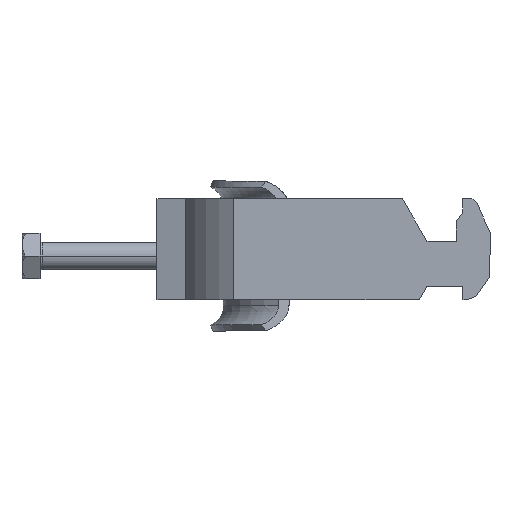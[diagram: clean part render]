
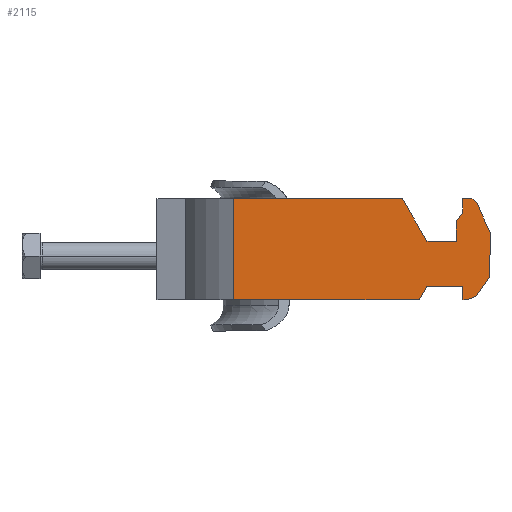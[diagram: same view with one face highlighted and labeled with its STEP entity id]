
A CAD part, left-side view. The second image highlights one B-rep face of the part: STEP entity #2115.
In plain terms, the highlighted planar face has unit normal (-1, 0, 0).
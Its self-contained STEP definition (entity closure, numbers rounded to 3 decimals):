
#77 = CARTESIAN_POINT ( 'NONE',  ( -22.5, -77.003, -2.996 ) ) ;
#100 = CARTESIAN_POINT ( 'NONE',  ( -22.5, -109., -11.25 ) ) ;
#126 = EDGE_CURVE ( 'NONE', #971, #3312, #1525, .T. ) ;
#128 = CARTESIAN_POINT ( 'NONE',  ( -22.5, -66.5, 1.75 ) ) ;
#227 = VECTOR ( 'NONE', #3703, 1000. ) ;
#252 = ORIENTED_EDGE ( 'NONE', *, *, #5559, .F. ) ;
#427 = CARTESIAN_POINT ( 'NONE',  ( -22.5, -109., 11.25 ) ) ;
#517 = CARTESIAN_POINT ( 'NONE',  ( -22.5, -66.5, 6.108 ) ) ;
#518 = EDGE_CURVE ( 'NONE', #4278, #11616, #607, .T. ) ;
#546 = CARTESIAN_POINT ( 'NONE',  ( -22.5, -93.655, 21.995 ) ) ;
#603 = CARTESIAN_POINT ( 'NONE',  ( -22.5, -109., -8.25 ) ) ;
#607 = LINE ( 'NONE', #4306, #2563 ) ;
#765 = CARTESIAN_POINT ( 'NONE',  ( -22.5, -68., 8.25 ) ) ;
#820 = PLANE ( 'NONE',  #4393 ) ;
#845 = VERTEX_POINT ( 'NONE', #4582 ) ;
#873 = DIRECTION ( 'NONE',  ( 0., -0.574, 0.819 ) ) ;
#971 = VERTEX_POINT ( 'NONE', #7401 ) ;
#1136 = ORIENTED_EDGE ( 'NONE', *, *, #5419, .F. ) ;
#1226 = CARTESIAN_POINT ( 'NONE',  ( -22.5, -58.268, -11.25 ) ) ;
#1256 = CARTESIAN_POINT ( 'NONE',  ( -22.5, -69., -11.25 ) ) ;
#1334 = LINE ( 'NONE', #546, #12046 ) ;
#1525 = LINE ( 'NONE', #10672, #1599 ) ;
#1599 = VECTOR ( 'NONE', #2387, 1000. ) ;
#1612 = LINE ( 'NONE', #9054, #10042 ) ;
#1655 = ORIENTED_EDGE ( 'NONE', *, *, #11746, .T. ) ;
#1704 = EDGE_CURVE ( 'NONE', #10348, #12041, #2041, .T. ) ;
#1777 = ORIENTED_EDGE ( 'NONE', *, *, #7856, .F. ) ;
#1809 = EDGE_CURVE ( 'NONE', #7430, #4806, #7779, .T. ) ;
#1914 = DIRECTION ( 'NONE',  ( 0., 0., 1. ) ) ;
#1968 = LINE ( 'NONE', #9334, #1985 ) ;
#1985 = VECTOR ( 'NONE', #2758, 1000. ) ;
#2041 = LINE ( 'NONE', #5746, #10464 ) ;
#2085 = EDGE_CURVE ( 'NONE', #4889, #3312, #1612, .T. ) ;
#2115 = ADVANCED_FACE ( 'NONE', ( #10890 ), #820, .F. ) ;
#2238 = CARTESIAN_POINT ( 'NONE',  ( -22.5, -68., -8.25 ) ) ;
#2387 = DIRECTION ( 'NONE',  ( 0., 1., 0. ) ) ;
#2466 = CARTESIAN_POINT ( 'NONE',  ( -22.5, -17., 11.25 ) ) ;
#2556 = ORIENTED_EDGE ( 'NONE', *, *, #2085, .F. ) ;
#2563 = VECTOR ( 'NONE', #8075, 1000. ) ;
#2609 = CARTESIAN_POINT ( 'NONE',  ( -22.5, -68., 11.25 ) ) ;
#2690 = VECTOR ( 'NONE', #11877, 1000. ) ;
#2737 = EDGE_CURVE ( 'NONE', #9471, #3068, #1968, .T. ) ;
#2758 = DIRECTION ( 'NONE',  ( 0., 0., 1. ) ) ;
#2804 = LINE ( 'NONE', #4800, #8470 ) ;
#2823 = EDGE_CURVE ( 'NONE', #971, #3122, #7640, .T. ) ;
#3045 = CARTESIAN_POINT ( 'NONE',  ( -22.5, -110.743, 7.335 ) ) ;
#3058 = VERTEX_POINT ( 'NONE', #2466 ) ;
#3068 = VERTEX_POINT ( 'NONE', #517 ) ;
#3077 = LINE ( 'NONE', #10762, #8730 ) ;
#3085 = VECTOR ( 'NONE', #4129, 1000. ) ;
#3122 = VERTEX_POINT ( 'NONE', #7071 ) ;
#3265 = DIRECTION ( 'NONE',  ( 0., -1., 0. ) ) ;
#3312 = VERTEX_POINT ( 'NONE', #5917 ) ;
#3560 = DIRECTION ( 'NONE',  ( 0., 1., 0. ) ) ;
#3654 = DIRECTION ( 'NONE',  ( 0., 1., 0. ) ) ;
#3703 = DIRECTION ( 'NONE',  ( 0., 1., 0. ) ) ;
#3890 = ORIENTED_EDGE ( 'NONE', *, *, #8531, .F. ) ;
#4016 = DIRECTION ( 'NONE',  ( 0., 1., 0. ) ) ;
#4047 = DIRECTION ( 'NONE',  ( 0., -0.5, -0.866 ) ) ;
#4129 = DIRECTION ( 'NONE',  ( 0., 0.914, -0.407 ) ) ;
#4278 = VERTEX_POINT ( 'NONE', #5980 ) ;
#4306 = CARTESIAN_POINT ( 'NONE',  ( -22.5, -80.694, 27.593 ) ) ;
#4393 = AXIS2_PLACEMENT_3D ( 'NONE', #10948, #6397, #3560 ) ;
#4582 = CARTESIAN_POINT ( 'NONE',  ( -22.5, -68., -11.25 ) ) ;
#4588 = DIRECTION ( 'NONE',  ( 0., -0.407, -0.914 ) ) ;
#4713 = DIRECTION ( 'NONE',  ( 0., -0.766, -0.643 ) ) ;
#4759 = VECTOR ( 'NONE', #873, 1000. ) ;
#4800 = CARTESIAN_POINT ( 'NONE',  ( -22.5, -109., -11.25 ) ) ;
#4806 = VERTEX_POINT ( 'NONE', #1256 ) ;
#4889 = VERTEX_POINT ( 'NONE', #765 ) ;
#5135 = CARTESIAN_POINT ( 'NONE',  ( -22.5, -54.515, 11.25 ) ) ;
#5419 = EDGE_CURVE ( 'NONE', #11616, #9952, #6486, .T. ) ;
#5429 = ORIENTED_EDGE ( 'NONE', *, *, #1809, .F. ) ;
#5559 = EDGE_CURVE ( 'NONE', #12041, #7430, #1334, .T. ) ;
#5623 = CARTESIAN_POINT ( 'NONE',  ( -22.5, -60., 1.75 ) ) ;
#5632 = EDGE_CURVE ( 'NONE', #7381, #4278, #6235, .T. ) ;
#5724 = VECTOR ( 'NONE', #10970, 1000. ) ;
#5746 = CARTESIAN_POINT ( 'NONE',  ( -22.5, -74., 11.25 ) ) ;
#5917 = CARTESIAN_POINT ( 'NONE',  ( -22.5, -68., 11.25 ) ) ;
#5940 = VECTOR ( 'NONE', #4047, 1000. ) ;
#5980 = CARTESIAN_POINT ( 'NONE',  ( -22.5, -60., -8.25 ) ) ;
#6048 = ORIENTED_EDGE ( 'NONE', *, *, #2823, .F. ) ;
#6235 = LINE ( 'NONE', #603, #2690 ) ;
#6397 = DIRECTION ( 'NONE',  ( 1., 0., 0. ) ) ;
#6440 = EDGE_CURVE ( 'NONE', #10870, #9471, #3077, .T. ) ;
#6486 = LINE ( 'NONE', #100, #227 ) ;
#6489 = VERTEX_POINT ( 'NONE', #5135 ) ;
#6840 = ORIENTED_EDGE ( 'NONE', *, *, #5632, .F. ) ;
#6889 = ORIENTED_EDGE ( 'NONE', *, *, #8340, .F. ) ;
#6979 = EDGE_CURVE ( 'NONE', #4806, #845, #2804, .T. ) ;
#7071 = CARTESIAN_POINT ( 'NONE',  ( -22.5, -71.055, 10.365 ) ) ;
#7230 = LINE ( 'NONE', #2609, #5724 ) ;
#7336 = CARTESIAN_POINT ( 'NONE',  ( -22.5, -74., 3.75 ) ) ;
#7381 = VERTEX_POINT ( 'NONE', #2238 ) ;
#7384 = LINE ( 'NONE', #9225, #10797 ) ;
#7401 = CARTESIAN_POINT ( 'NONE',  ( -22.5, -70., 11.25 ) ) ;
#7430 = VERTEX_POINT ( 'NONE', #7585 ) ;
#7565 = EDGE_CURVE ( 'NONE', #3122, #10348, #11131, .T. ) ;
#7585 = CARTESIAN_POINT ( 'NONE',  ( -22.5, -71., -10.36 ) ) ;
#7640 = LINE ( 'NONE', #10276, #10525 ) ;
#7779 = LINE ( 'NONE', #3045, #3085 ) ;
#7856 = EDGE_CURVE ( 'NONE', #845, #7381, #7230, .T. ) ;
#8075 = DIRECTION ( 'NONE',  ( 0., 0.5, -0.866 ) ) ;
#8118 = DIRECTION ( 'NONE',  ( 0., 0., 1. ) ) ;
#8169 = LINE ( 'NONE', #9224, #4759 ) ;
#8184 = EDGE_LOOP ( 'NONE', ( #10540, #6840, #1777, #10799, #5429, #252, #8690, #11845, #6048, #10186, #2556, #3890, #9928, #9049, #6889, #1655, #8984, #1136 ) ) ;
#8257 = CARTESIAN_POINT ( 'NONE',  ( -22.5, -74., -6.075 ) ) ;
#8340 = EDGE_CURVE ( 'NONE', #6489, #10870, #10638, .T. ) ;
#8450 = VECTOR ( 'NONE', #4016, 1000. ) ;
#8470 = VECTOR ( 'NONE', #3654, 1000. ) ;
#8531 = EDGE_CURVE ( 'NONE', #3068, #4889, #8169, .T. ) ;
#8690 = ORIENTED_EDGE ( 'NONE', *, *, #1704, .F. ) ;
#8699 = DIRECTION ( 'NONE',  ( 0., 0.574, -0.819 ) ) ;
#8730 = VECTOR ( 'NONE', #3265, 1000. ) ;
#8922 = DIRECTION ( 'NONE',  ( 0., 0., -1. ) ) ;
#8984 = ORIENTED_EDGE ( 'NONE', *, *, #10852, .F. ) ;
#9049 = ORIENTED_EDGE ( 'NONE', *, *, #6440, .F. ) ;
#9050 = VECTOR ( 'NONE', #4588, 1000. ) ;
#9054 = CARTESIAN_POINT ( 'NONE',  ( -22.5, -68., 11.25 ) ) ;
#9224 = CARTESIAN_POINT ( 'NONE',  ( -22.5, -82.898, 29.527 ) ) ;
#9225 = CARTESIAN_POINT ( 'NONE',  ( -22.5, -17., 11.25 ) ) ;
#9334 = CARTESIAN_POINT ( 'NONE',  ( -22.5, -66.5, 11.25 ) ) ;
#9471 = VERTEX_POINT ( 'NONE', #128 ) ;
#9635 = CARTESIAN_POINT ( 'NONE',  ( -22.5, -17., -11.25 ) ) ;
#9928 = ORIENTED_EDGE ( 'NONE', *, *, #2737, .F. ) ;
#9952 = VERTEX_POINT ( 'NONE', #9635 ) ;
#10042 = VECTOR ( 'NONE', #8118, 1000. ) ;
#10186 = ORIENTED_EDGE ( 'NONE', *, *, #126, .T. ) ;
#10276 = CARTESIAN_POINT ( 'NONE',  ( -22.5, -92.886, -7.954 ) ) ;
#10348 = VERTEX_POINT ( 'NONE', #7336 ) ;
#10464 = VECTOR ( 'NONE', #8922, 1000. ) ;
#10525 = VECTOR ( 'NONE', #4713, 1000. ) ;
#10540 = ORIENTED_EDGE ( 'NONE', *, *, #518, .F. ) ;
#10638 = LINE ( 'NONE', #11317, #5940 ) ;
#10672 = CARTESIAN_POINT ( 'NONE',  ( -22.5, -109., 11.25 ) ) ;
#10762 = CARTESIAN_POINT ( 'NONE',  ( -22.5, -109., 1.75 ) ) ;
#10797 = VECTOR ( 'NONE', #1914, 1000. ) ;
#10799 = ORIENTED_EDGE ( 'NONE', *, *, #6979, .F. ) ;
#10852 = EDGE_CURVE ( 'NONE', #9952, #3058, #7384, .T. ) ;
#10870 = VERTEX_POINT ( 'NONE', #5623 ) ;
#10890 = FACE_OUTER_BOUND ( 'NONE', #8184, .T. ) ;
#10948 = CARTESIAN_POINT ( 'NONE',  ( -22.5, -109., 11.25 ) ) ;
#10970 = DIRECTION ( 'NONE',  ( 0., 0., 1. ) ) ;
#11131 = LINE ( 'NONE', #77, #9050 ) ;
#11317 = CARTESIAN_POINT ( 'NONE',  ( -22.5, -68.136, -12.343 ) ) ;
#11598 = LINE ( 'NONE', #427, #8450 ) ;
#11616 = VERTEX_POINT ( 'NONE', #1226 ) ;
#11746 = EDGE_CURVE ( 'NONE', #6489, #3058, #11598, .T. ) ;
#11845 = ORIENTED_EDGE ( 'NONE', *, *, #7565, .F. ) ;
#11877 = DIRECTION ( 'NONE',  ( 0., 1., 0. ) ) ;
#12041 = VERTEX_POINT ( 'NONE', #8257 ) ;
#12046 = VECTOR ( 'NONE', #8699, 1000. ) ;
